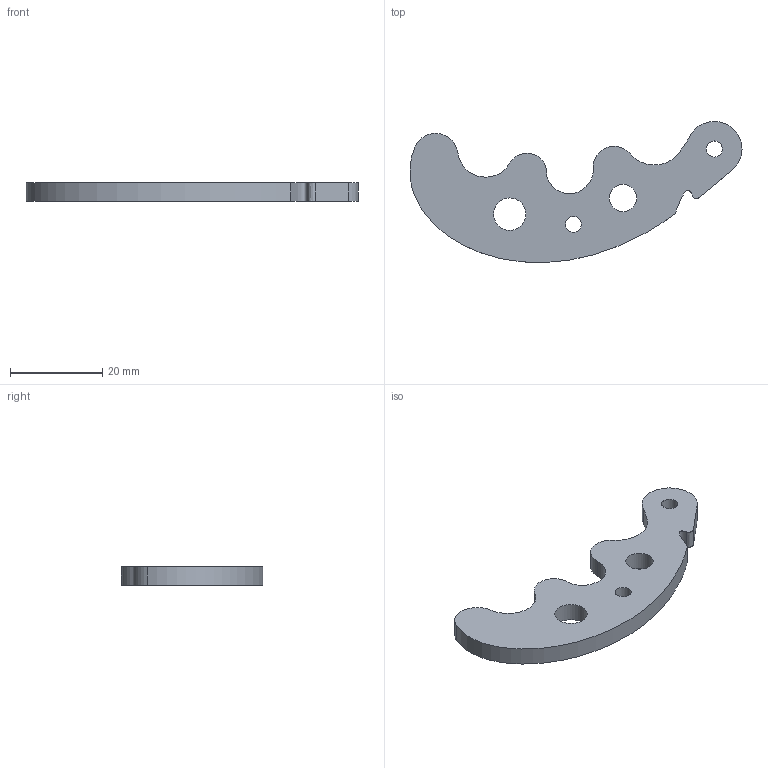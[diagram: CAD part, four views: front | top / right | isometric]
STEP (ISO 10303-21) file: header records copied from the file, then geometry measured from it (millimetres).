
FILE_DESCRIPTION(('FreeCAD Model'),'2;1');
FILE_NAME('Cangrejo_pincers_small_part.step','2014-04-23T16:10:09',('FreeCAD'), ('FreeCAD'),'Open CASCADE STEP processor 6.3','FreeCAD','Unknown');
FILE_SCHEMA(('AUTOMOTIVE_DESIGN_CC2 { 1 2 10303 214 -1 1 5 4 }'));
Length unit declared in the file: millimetre
Products named in the file (1): F1a
Bounding box: 72.15 x 30.66 x 4 mm (x, y, z)
Volume: 4485.3 mm3; surface area: 3285.7 mm2
Topology: 1 solids, 1 shells, 18 faces, 48 edges, 32 vertices
Faces by surface type: cylinder 12, bspline 3, plane 3
Full cylindrical faces by diameter (mm): 3.478 x1, 3.5 x1, 5.942 x1, 7.028 x1
Entity records: 1373 total; most frequent: CARTESIAN_POINT 512, DIRECTION 120, ORIENTED_EDGE 96, PCURVE 96, DEFINITIONAL_REPRESENTATION 96, B_SPLINE_CURVE_WITH_KNOTS 68, EDGE_CURVE 48, SURFACE_CURVE 44
